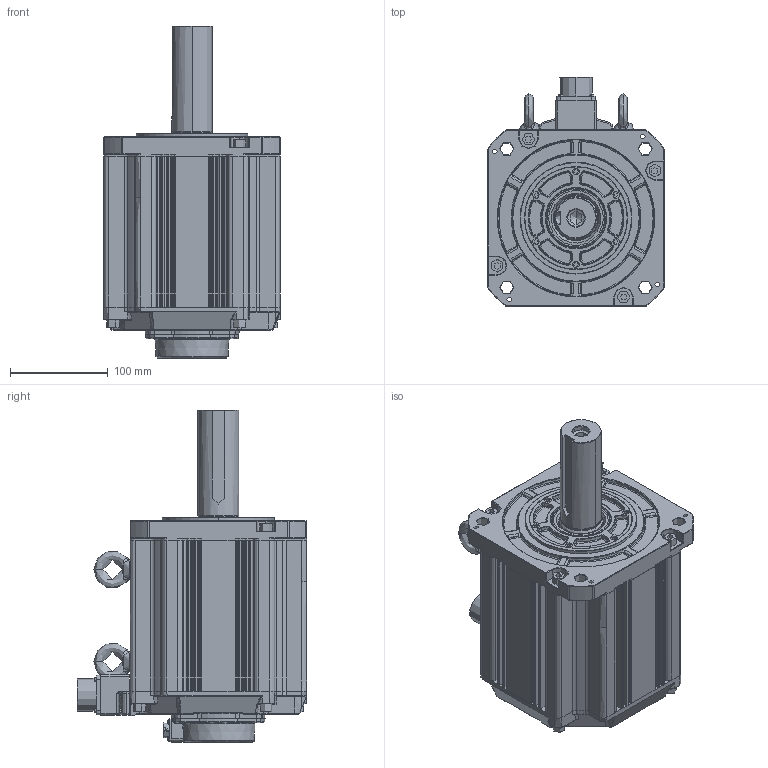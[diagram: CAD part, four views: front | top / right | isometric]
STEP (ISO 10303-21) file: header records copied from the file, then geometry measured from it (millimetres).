
FILE_DESCRIPTION( ('This file contains a STEP AP42 implementation' ,'as created by ZW3D STEP Interface translator.') ,'2;1' );
FILE_NAME( 'SV-X6MM750A-N4LA妗极.stp' ,'231025.14 742', (''), ('ZWCAD Software Co.'), 'Version 1.0', 'ZW3D to STEP translator', '' );
FILE_SCHEMA(('AUTOMOTIVE_DESIGN { 1 0 10303 214 1 1 1 1 }'));
Length unit declared in the file: millimetre
Products named in the file (2): 0; 錨璃002
Bounding box: 180 x 233.9 x 339 mm (x, y, z)
Volume: 5880304.3 mm3; surface area: 285559.3 mm2
Topology: 1 solids, 1 shells, 2401 faces, 5960 edges, 3569 vertices
Faces by surface type: plane 700, cylinder 685, bspline 454, cone 320, torus 176, sphere 66
Entity records: 91399 total; most frequent: CARTESIAN_POINT 35484, ORIENTED_EDGE 11738, DIRECTION 10703, EDGE_CURVE 5869, AXIS2_PLACEMENT_3D 4157, VERTEX_POINT 3569, EDGE_LOOP 2520, FACE_OUTER_BOUND 2401
